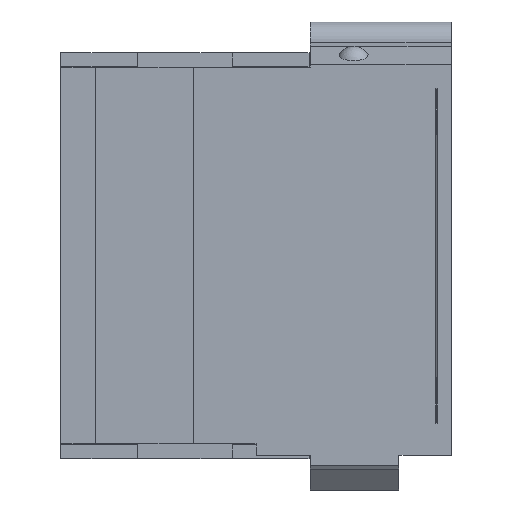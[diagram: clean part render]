
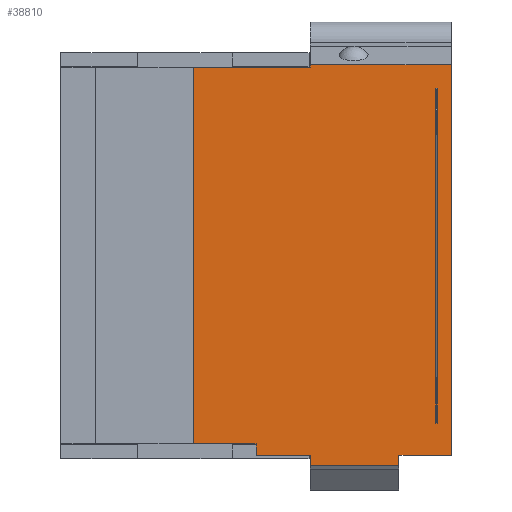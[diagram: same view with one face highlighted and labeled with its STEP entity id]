
A CAD part, front view. The second image highlights one B-rep face of the part: STEP entity #38810.
In plain terms, the highlighted planar face has unit normal (0, -1, 0).
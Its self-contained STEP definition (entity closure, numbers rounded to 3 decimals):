
#4463=DIRECTION('',(1.,0.,0.));
#4464=VECTOR('',#4463,8.4);
#4465=CARTESIAN_POINT('',(-4.5,0.,13.5));
#4466=LINE('',#4465,#4464);
#4487=DIRECTION('',(0.,0.,-1.));
#4488=VECTOR('',#4487,27.);
#4489=CARTESIAN_POINT('',(-4.5,0.,13.5));
#4490=LINE('',#4489,#4488);
#4491=DIRECTION('',(1.,0.,0.));
#4492=VECTOR('',#4491,10.1);
#4493=CARTESIAN_POINT('',(3.9,0.,13.7));
#4494=LINE('',#4493,#4492);
#4495=DIRECTION('',(0.,0.,-1.));
#4496=VECTOR('',#4495,28.);
#4497=CARTESIAN_POINT('',(14.,0.,13.7));
#4498=LINE('',#4497,#4496);
#4499=DIRECTION('',(-1.,0.,0.));
#4500=VECTOR('',#4499,3.75);
#4501=CARTESIAN_POINT('',(14.,0.,-14.3));
#4502=LINE('',#4501,#4500);
#4503=DIRECTION('',(0.,0.,1.));
#4504=VECTOR('',#4503,0.732);
#4505=CARTESIAN_POINT('',(10.25,0.,-15.032));
#4506=LINE('',#4505,#4504);
#4507=DIRECTION('',(-1.,0.,0.));
#4508=VECTOR('',#4507,6.35);
#4509=CARTESIAN_POINT('',(10.25,0.,-15.032));
#4510=LINE('',#4509,#4508);
#4511=DIRECTION('',(0.,0.,1.));
#4512=VECTOR('',#4511,0.732);
#4513=CARTESIAN_POINT('',(3.9,0.,-15.032));
#4514=LINE('',#4513,#4512);
#4515=DIRECTION('',(1.,0.,0.));
#4516=VECTOR('',#4515,3.9);
#4517=CARTESIAN_POINT('',(0.,0.,-14.3));
#4518=LINE('',#4517,#4516);
#4519=DIRECTION('',(-1.,0.,0.));
#4520=VECTOR('',#4519,4.5);
#4521=CARTESIAN_POINT('',(0.,0.,-13.5));
#4522=LINE('',#4521,#4520);
#4523=DIRECTION('',(0.,0.,1.));
#4524=VECTOR('',#4523,24.);
#4525=CARTESIAN_POINT('',(12.9,0.,-12.));
#4526=LINE('',#4525,#4524);
#4527=DIRECTION('',(0.,0.,1.));
#4528=VECTOR('',#4527,24.);
#4529=CARTESIAN_POINT('',(13.,0.,-12.));
#4530=LINE('',#4529,#4528);
#4573=DIRECTION('',(0.,0.,-1.));
#4574=VECTOR('',#4573,0.2);
#4575=CARTESIAN_POINT('',(3.9,0.,13.7));
#4576=LINE('',#4575,#4574);
#4821=DIRECTION('',(0.,0.,1.));
#4822=VECTOR('',#4821,0.8);
#4823=CARTESIAN_POINT('',(0.,0.,-14.3));
#4824=LINE('',#4823,#4822);
#5155=DIRECTION('',(1.,0.,0.));
#5156=VECTOR('',#5155,0.1);
#5157=CARTESIAN_POINT('',(12.9,0.,12.));
#5158=LINE('',#5157,#5156);
#5195=DIRECTION('',(-1.,0.,0.));
#5196=VECTOR('',#5195,0.1);
#5197=CARTESIAN_POINT('',(13.,0.,-12.));
#5198=LINE('',#5197,#5196);
#27438=CARTESIAN_POINT('',(3.9,0.,13.7));
#27439=VERTEX_POINT('',#27438);
#27474=CARTESIAN_POINT('',(14.,0.,13.7));
#27475=VERTEX_POINT('',#27474);
#27480=CARTESIAN_POINT('',(3.9,0.,13.5));
#27481=VERTEX_POINT('',#27480);
#27482=CARTESIAN_POINT('',(0.,0.,-13.5));
#27484=VERTEX_POINT('',#27482);
#27488=CARTESIAN_POINT('',(0.,0.,-14.3));
#27489=CARTESIAN_POINT('',(3.9,0.,-14.3));
#27490=VERTEX_POINT('',#27488);
#27491=VERTEX_POINT('',#27489);
#27492=CARTESIAN_POINT('',(3.9,0.,-15.032));
#27493=VERTEX_POINT('',#27492);
#27494=CARTESIAN_POINT('',(10.25,0.,-15.032));
#27495=CARTESIAN_POINT('',(10.25,0.,-14.3));
#27496=VERTEX_POINT('',#27494);
#27497=VERTEX_POINT('',#27495);
#27498=CARTESIAN_POINT('',(14.,0.,-14.3));
#27499=VERTEX_POINT('',#27498);
#27657=CARTESIAN_POINT('',(13.,0.,-12.));
#27658=CARTESIAN_POINT('',(13.,0.,12.));
#27659=VERTEX_POINT('',#27657);
#27660=VERTEX_POINT('',#27658);
#27985=CARTESIAN_POINT('',(-4.5,0.,-13.5));
#27987=VERTEX_POINT('',#27985);
#27993=CARTESIAN_POINT('',(-4.5,0.,13.5));
#27995=VERTEX_POINT('',#27993);
#32081=CARTESIAN_POINT('',(12.9,0.,-12.));
#32083=VERTEX_POINT('',#32081);
#32093=CARTESIAN_POINT('',(12.9,0.,12.));
#32095=VERTEX_POINT('',#32093);
#38771=CARTESIAN_POINT('',(-14.,0.,-13.5));
#38772=DIRECTION('',(0.,-1.,0.));
#38773=DIRECTION('',(1.,0.,0.));
#38774=AXIS2_PLACEMENT_3D('',#38771,#38772,#38773);
#38775=PLANE('',#38774);
#38776=ORIENTED_EDGE('',*,*,#38764,.F.);
#38777=ORIENTED_EDGE('',*,*,#38720,.T.);
#38779=ORIENTED_EDGE('',*,*,#38778,.F.);
#38781=ORIENTED_EDGE('',*,*,#38780,.T.);
#38783=ORIENTED_EDGE('',*,*,#38782,.T.);
#38785=ORIENTED_EDGE('',*,*,#38784,.T.);
#38787=ORIENTED_EDGE('',*,*,#38786,.F.);
#38789=ORIENTED_EDGE('',*,*,#38788,.T.);
#38791=ORIENTED_EDGE('',*,*,#38790,.T.);
#38793=ORIENTED_EDGE('',*,*,#38792,.F.);
#38795=ORIENTED_EDGE('',*,*,#38794,.T.);
#38797=ORIENTED_EDGE('',*,*,#38796,.T.);
#38798=EDGE_LOOP('',(#38776,#38777,#38779,#38781,#38783,#38785,#38787,#38789,
#38791,#38793,#38795,#38797));
#38799=FACE_OUTER_BOUND('',#38798,.F.);
#38801=ORIENTED_EDGE('',*,*,#38800,.F.);
#38803=ORIENTED_EDGE('',*,*,#38802,.F.);
#38805=ORIENTED_EDGE('',*,*,#38804,.F.);
#38807=ORIENTED_EDGE('',*,*,#38806,.T.);
#38808=EDGE_LOOP('',(#38801,#38803,#38805,#38807));
#38809=FACE_BOUND('',#38808,.F.);
#38810=ADVANCED_FACE('',(#38799,#38809),#38775,.T.);
#38720=EDGE_CURVE('',#27995,#27481,#4466,.T.);
#38764=EDGE_CURVE('',#27995,#27987,#4490,.T.);
#38778=EDGE_CURVE('',#27439,#27481,#4576,.T.);
#38780=EDGE_CURVE('',#27439,#27475,#4494,.T.);
#38782=EDGE_CURVE('',#27475,#27499,#4498,.T.);
#38784=EDGE_CURVE('',#27499,#27497,#4502,.T.);
#38786=EDGE_CURVE('',#27496,#27497,#4506,.T.);
#38788=EDGE_CURVE('',#27496,#27493,#4510,.T.);
#38790=EDGE_CURVE('',#27493,#27491,#4514,.T.);
#38792=EDGE_CURVE('',#27490,#27491,#4518,.T.);
#38794=EDGE_CURVE('',#27490,#27484,#4824,.T.);
#38796=EDGE_CURVE('',#27484,#27987,#4522,.T.);
#38800=EDGE_CURVE('',#32095,#27660,#5158,.T.);
#38802=EDGE_CURVE('',#32083,#32095,#4526,.T.);
#38804=EDGE_CURVE('',#27659,#32083,#5198,.T.);
#38806=EDGE_CURVE('',#27659,#27660,#4530,.T.);
